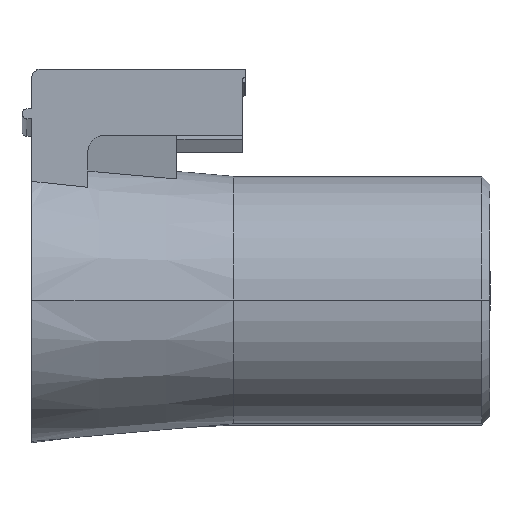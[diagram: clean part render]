
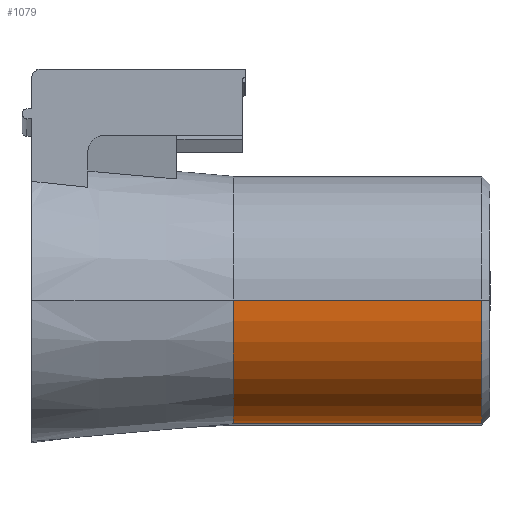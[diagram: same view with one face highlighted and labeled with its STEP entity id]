
A CAD part, front view. The second image highlights one B-rep face of the part: STEP entity #1079.
In plain terms, the highlighted cylindrical face has radius 7.5 mm (diameter 15 mm), a partial arc.
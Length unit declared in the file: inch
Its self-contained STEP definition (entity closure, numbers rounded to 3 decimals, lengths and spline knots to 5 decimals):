
#76 = DIRECTION ( 'NONE',  ( 0., -1., 0. ) ) ;
#86 = VERTEX_POINT ( 'NONE', #654 ) ;
#128 = LINE ( 'NONE', #365, #930 ) ;
#292 = DIRECTION ( 'NONE',  ( 0., 1., 0. ) ) ;
#365 = CARTESIAN_POINT ( 'NONE',  ( 0.7565, -0.29528, 0. ) ) ;
#425 = VERTEX_POINT ( 'NONE', #3185 ) ;
#448 = ORIENTED_EDGE ( 'NONE', *, *, #808, .F. ) ;
#476 = CARTESIAN_POINT ( 'NONE',  ( 1.04331, -0.00551, -0.29522 ) ) ;
#520 = CARTESIAN_POINT ( 'NONE',  ( 0.7565, 0., 0. ) ) ;
#654 = CARTESIAN_POINT ( 'NONE',  ( 0.45, -0.29528, 0. ) ) ;
#808 = EDGE_CURVE ( 'NONE', #1746, #2115, #1133, .T. ) ;
#930 = VECTOR ( 'NONE', #1657, 39.37008 ) ;
#945 = EDGE_LOOP ( 'NONE', ( #448, #1389, #1678, #1968 ) ) ;
#1079 = ADVANCED_FACE ( 'NONE', ( #1804 ), #1794, .T. ) ;
#1133 = CIRCLE ( 'NONE', #1775, 0.29528 ) ;
#1285 = DIRECTION ( 'NONE',  ( 0., -1., 0. ) ) ;
#1341 = DIRECTION ( 'NONE',  ( -1., 0., 0. ) ) ;
#1389 = ORIENTED_EDGE ( 'NONE', *, *, #3260, .T. ) ;
#1657 = DIRECTION ( 'NONE',  ( -1., 0., 0. ) ) ;
#1678 = ORIENTED_EDGE ( 'NONE', *, *, #1733, .F. ) ;
#1721 = CARTESIAN_POINT ( 'NONE',  ( 0.7565, -0.00551, -0.29522 ) ) ;
#1733 = EDGE_CURVE ( 'NONE', #425, #86, #2007, .T. ) ;
#1746 = VERTEX_POINT ( 'NONE', #2854 ) ;
#1769 = DIRECTION ( 'NONE',  ( -1., 0., 0. ) ) ;
#1775 = AXIS2_PLACEMENT_3D ( 'NONE', #2065, #2556, #292 ) ;
#1794 = CYLINDRICAL_SURFACE ( 'NONE', #2269, 0.29528 ) ;
#1804 = FACE_OUTER_BOUND ( 'NONE', #945, .T. ) ;
#1864 = CARTESIAN_POINT ( 'NONE',  ( 0.45, 0., 0. ) ) ;
#1873 = VECTOR ( 'NONE', #1769, 39.37008 ) ;
#1968 = ORIENTED_EDGE ( 'NONE', *, *, #1977, .F. ) ;
#1977 = EDGE_CURVE ( 'NONE', #2115, #425, #3254, .T. ) ;
#2007 = CIRCLE ( 'NONE', #2429, 0.29528 ) ;
#2065 = CARTESIAN_POINT ( 'NONE',  ( 1.04331, 0., 0. ) ) ;
#2115 = VERTEX_POINT ( 'NONE', #476 ) ;
#2269 = AXIS2_PLACEMENT_3D ( 'NONE', #520, #2564, #1285 ) ;
#2429 = AXIS2_PLACEMENT_3D ( 'NONE', #1864, #1341, #76 ) ;
#2556 = DIRECTION ( 'NONE',  ( 1., 0., 0. ) ) ;
#2564 = DIRECTION ( 'NONE',  ( -1., 0., 0. ) ) ;
#2854 = CARTESIAN_POINT ( 'NONE',  ( 1.04331, -0.29528, 0. ) ) ;
#3185 = CARTESIAN_POINT ( 'NONE',  ( 0.45, -0.00551, -0.29522 ) ) ;
#3254 = LINE ( 'NONE', #1721, #1873 ) ;
#3260 = EDGE_CURVE ( 'NONE', #1746, #86, #128, .T. ) ;
